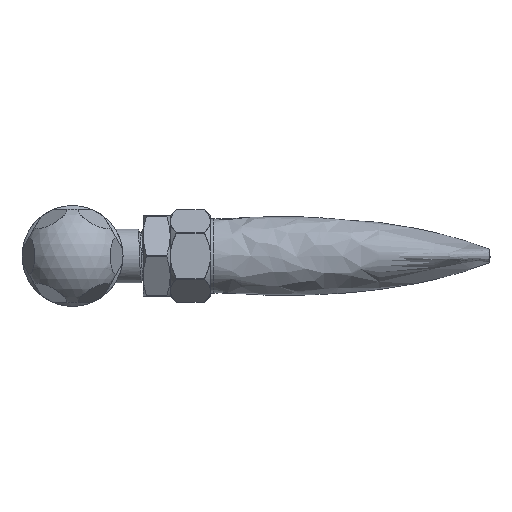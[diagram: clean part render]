
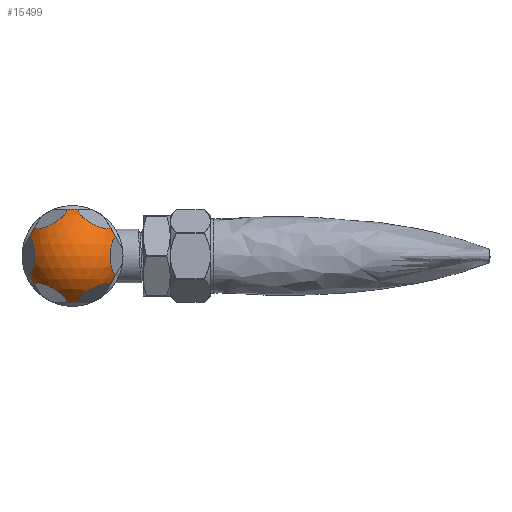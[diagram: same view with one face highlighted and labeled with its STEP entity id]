
A CAD part, front view. The second image highlights one B-rep face of the part: STEP entity #15499.
In plain terms, the highlighted spherical face has radius 15 mm.
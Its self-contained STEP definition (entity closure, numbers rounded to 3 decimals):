
#560 = AXIS2_PLACEMENT_3D ( 'NONE', #18013, #11319, #26919 ) ;
#958 = DIRECTION ( 'NONE',  ( -0.47, -0.342, -0.814 ) ) ;
#1155 = CIRCLE ( 'NONE', #6591, 5.531 ) ;
#1472 = ORIENTED_EDGE ( 'NONE', *, *, #28335, .T. ) ;
#2805 = DIRECTION ( 'NONE',  ( 0.47, -0.342, 0.814 ) ) ;
#3046 = EDGE_CURVE ( 'NONE', #10735, #10431, #23023, .T. ) ;
#3555 = DIRECTION ( 'NONE',  ( -0.94, -0.342, 0. ) ) ;
#3679 = EDGE_CURVE ( 'NONE', #8520, #17164, #12525, .T. ) ;
#3732 = DIRECTION ( 'NONE',  ( 0.866, 0., 0.5 ) ) ;
#3835 = ORIENTED_EDGE ( 'NONE', *, *, #18254, .T. ) ;
#3984 = VERTEX_POINT ( 'NONE', #5618 ) ;
#4022 = CARTESIAN_POINT ( 'NONE',  ( -11.229, 62.266, -8.437 ) ) ;
#4367 = DIRECTION ( 'NONE',  ( -0.866, 0., -0.5 ) ) ;
#4388 = DIRECTION ( 'NONE',  ( 0.5, 0., -0.866 ) ) ;
#4896 = DIRECTION ( 'NONE',  ( 0.94, -0.342, 0. ) ) ;
#5497 = ORIENTED_EDGE ( 'NONE', *, *, #6815, .T. ) ;
#5528 = DIRECTION ( 'NONE',  ( 0.342, -0.94, 0. ) ) ;
#5618 = CARTESIAN_POINT ( 'NONE',  ( -1.692, 62.266, 13.943 ) ) ;
#5996 = CIRCLE ( 'NONE', #26416, 5.531 ) ;
#6022 = DIRECTION ( 'NONE',  ( 0.47, -0.342, -0.814 ) ) ;
#6151 = CARTESIAN_POINT ( 'NONE',  ( 6.551, 61.769, -11.347 ) ) ;
#6248 = CIRCLE ( 'NONE', #16752, 5.531 ) ;
#6303 = CARTESIAN_POINT ( 'NONE',  ( 12.075, 57., 6.971 ) ) ;
#6310 = CARTESIAN_POINT ( 'NONE',  ( 1.692, 62.266, -13.943 ) ) ;
#6372 = CARTESIAN_POINT ( 'NONE',  ( -12.075, 57., 6.971 ) ) ;
#6416 = ORIENTED_EDGE ( 'NONE', *, *, #18615, .T. ) ;
#6478 = DIRECTION ( 'NONE',  ( -0.5, 0., -0.866 ) ) ;
#6534 = CARTESIAN_POINT ( 'NONE',  ( 1.692, 62.266, 13.943 ) ) ;
#6591 = AXIS2_PLACEMENT_3D ( 'NONE', #23856, #6022, #12747 ) ;
#6812 = CARTESIAN_POINT ( 'NONE',  ( 12.921, 62.266, -5.506 ) ) ;
#6815 = EDGE_CURVE ( 'NONE', #3984, #17195, #8960, .T. ) ;
#7144 = DIRECTION ( 'NONE',  ( 0.342, 0.94, 0. ) ) ;
#8124 = DIRECTION ( 'NONE',  ( -0.47, -0.342, 0.814 ) ) ;
#8482 = CARTESIAN_POINT ( 'NONE',  ( -12.075, 57., -6.971 ) ) ;
#8520 = VERTEX_POINT ( 'NONE', #21905 ) ;
#8650 = CARTESIAN_POINT ( 'NONE',  ( 11.229, 62.266, -8.437 ) ) ;
#8960 = CIRCLE ( 'NONE', #19099, 5.531 ) ;
#8993 = CIRCLE ( 'NONE', #16700, 5.531 ) ;
#9181 = DIRECTION ( 'NONE',  ( 0., 0., 1. ) ) ;
#9294 = AXIS2_PLACEMENT_3D ( 'NONE', #21004, #958, #21102 ) ;
#9349 = CARTESIAN_POINT ( 'NONE',  ( -6.551, 61.769, -11.347 ) ) ;
#9662 = EDGE_CURVE ( 'NONE', #17164, #13007, #8993, .T. ) ;
#10111 = AXIS2_PLACEMENT_3D ( 'NONE', #6303, #4367, #19642 ) ;
#10431 = VERTEX_POINT ( 'NONE', #16777 ) ;
#10595 = EDGE_LOOP ( 'NONE', ( #12690, #5497, #12781, #21823, #16432, #24282, #3835, #6416, #17875, #15799, #20886, #1472 ) ) ;
#10601 = AXIS2_PLACEMENT_3D ( 'NONE', #9349, #2805, #18378 ) ;
#10735 = VERTEX_POINT ( 'NONE', #4022 ) ;
#11319 = DIRECTION ( 'NONE',  ( 0., 0., 1. ) ) ;
#11603 = DIRECTION ( 'NONE',  ( -0.866, 0., 0.5 ) ) ;
#12045 = FACE_OUTER_BOUND ( 'NONE', #10595, .T. ) ;
#12106 = CIRCLE ( 'NONE', #10601, 5.531 ) ;
#12113 = CARTESIAN_POINT ( 'NONE',  ( -11.229, 62.266, 8.437 ) ) ;
#12148 = CARTESIAN_POINT ( 'NONE',  ( 13.102, 61.769, 0. ) ) ;
#12525 = CIRCLE ( 'NONE', #10111, 5.531 ) ;
#12639 = VERTEX_POINT ( 'NONE', #19470 ) ;
#12690 = ORIENTED_EDGE ( 'NONE', *, *, #18831, .T. ) ;
#12747 = DIRECTION ( 'NONE',  ( -0.866, 0., -0.5 ) ) ;
#12781 = ORIENTED_EDGE ( 'NONE', *, *, #13952, .T. ) ;
#13007 = VERTEX_POINT ( 'NONE', #6812 ) ;
#13141 = EDGE_CURVE ( 'NONE', #18082, #10735, #12106, .T. ) ;
#13952 = EDGE_CURVE ( 'NONE', #17195, #8520, #23596, .T. ) ;
#14032 = CARTESIAN_POINT ( 'NONE',  ( -13.102, 61.769, 0. ) ) ;
#14727 = AXIS2_PLACEMENT_3D ( 'NONE', #8482, #21909, #4388 ) ;
#14730 = DIRECTION ( 'NONE',  ( 0., 0., -1. ) ) ;
#15499 = ADVANCED_FACE ( 'NONE', ( #12045 ), #18294, .T. ) ;
#15790 = CARTESIAN_POINT ( 'NONE',  ( 0., 57., -13.943 ) ) ;
#15799 = ORIENTED_EDGE ( 'NONE', *, *, #3046, .T. ) ;
#16432 = ORIENTED_EDGE ( 'NONE', *, *, #9662, .T. ) ;
#16498 = VERTEX_POINT ( 'NONE', #12113 ) ;
#16700 = AXIS2_PLACEMENT_3D ( 'NONE', #12148, #3555, #5528 ) ;
#16752 = AXIS2_PLACEMENT_3D ( 'NONE', #14032, #4896, #7144 ) ;
#16777 = CARTESIAN_POINT ( 'NONE',  ( -12.921, 62.266, -5.506 ) ) ;
#16847 = CIRCLE ( 'NONE', #24717, 5.531 ) ;
#16881 = DIRECTION ( 'NONE',  ( -1., 0., 0. ) ) ;
#17164 = VERTEX_POINT ( 'NONE', #24376 ) ;
#17195 = VERTEX_POINT ( 'NONE', #6534 ) ;
#17875 = ORIENTED_EDGE ( 'NONE', *, *, #13141, .T. ) ;
#18013 = CARTESIAN_POINT ( 'NONE',  ( 0., 57., 0. ) ) ;
#18082 = VERTEX_POINT ( 'NONE', #28122 ) ;
#18254 = EDGE_CURVE ( 'NONE', #26817, #28685, #24895, .T. ) ;
#18294 = SPHERICAL_SURFACE ( 'NONE', #560, 15. ) ;
#18378 = DIRECTION ( 'NONE',  ( 0.866, 0., -0.5 ) ) ;
#18615 = EDGE_CURVE ( 'NONE', #28685, #18082, #16847, .T. ) ;
#18831 = EDGE_CURVE ( 'NONE', #16498, #3984, #1155, .T. ) ;
#19099 = AXIS2_PLACEMENT_3D ( 'NONE', #21558, #14730, #16881 ) ;
#19470 = CARTESIAN_POINT ( 'NONE',  ( -12.921, 62.266, 5.506 ) ) ;
#19642 = DIRECTION ( 'NONE',  ( -0.5, 0., 0.866 ) ) ;
#19911 = EDGE_CURVE ( 'NONE', #13007, #26817, #5996, .T. ) ;
#20268 = DIRECTION ( 'NONE',  ( 1., 0., 0. ) ) ;
#20564 = AXIS2_PLACEMENT_3D ( 'NONE', #6372, #21955, #6478 ) ;
#20886 = ORIENTED_EDGE ( 'NONE', *, *, #24257, .T. ) ;
#21004 = CARTESIAN_POINT ( 'NONE',  ( 6.551, 61.769, 11.347 ) ) ;
#21102 = DIRECTION ( 'NONE',  ( -0.866, 0., 0.5 ) ) ;
#21558 = CARTESIAN_POINT ( 'NONE',  ( 0., 57., 13.943 ) ) ;
#21823 = ORIENTED_EDGE ( 'NONE', *, *, #3679, .T. ) ;
#21905 = CARTESIAN_POINT ( 'NONE',  ( 11.229, 62.266, 8.437 ) ) ;
#21909 = DIRECTION ( 'NONE',  ( 0.866, 0., 0.5 ) ) ;
#21955 = DIRECTION ( 'NONE',  ( 0.866, 0., -0.5 ) ) ;
#23023 = CIRCLE ( 'NONE', #14727, 5.531 ) ;
#23596 = CIRCLE ( 'NONE', #9294, 5.531 ) ;
#23856 = CARTESIAN_POINT ( 'NONE',  ( -6.551, 61.769, 11.347 ) ) ;
#24257 = EDGE_CURVE ( 'NONE', #10431, #12639, #6248, .T. ) ;
#24282 = ORIENTED_EDGE ( 'NONE', *, *, #19911, .T. ) ;
#24376 = CARTESIAN_POINT ( 'NONE',  ( 12.921, 62.266, 5.506 ) ) ;
#24717 = AXIS2_PLACEMENT_3D ( 'NONE', #15790, #9181, #20268 ) ;
#24895 = CIRCLE ( 'NONE', #27168, 5.531 ) ;
#26416 = AXIS2_PLACEMENT_3D ( 'NONE', #27600, #11603, #27212 ) ;
#26817 = VERTEX_POINT ( 'NONE', #8650 ) ;
#26919 = DIRECTION ( 'NONE',  ( 1., 0., 0. ) ) ;
#27168 = AXIS2_PLACEMENT_3D ( 'NONE', #6151, #8124, #3732 ) ;
#27212 = DIRECTION ( 'NONE',  ( 0.5, 0., 0.866 ) ) ;
#27600 = CARTESIAN_POINT ( 'NONE',  ( 12.075, 57., -6.971 ) ) ;
#28122 = CARTESIAN_POINT ( 'NONE',  ( -1.692, 62.266, -13.943 ) ) ;
#28335 = EDGE_CURVE ( 'NONE', #12639, #16498, #28547, .T. ) ;
#28547 = CIRCLE ( 'NONE', #20564, 5.531 ) ;
#28685 = VERTEX_POINT ( 'NONE', #6310 ) ;
